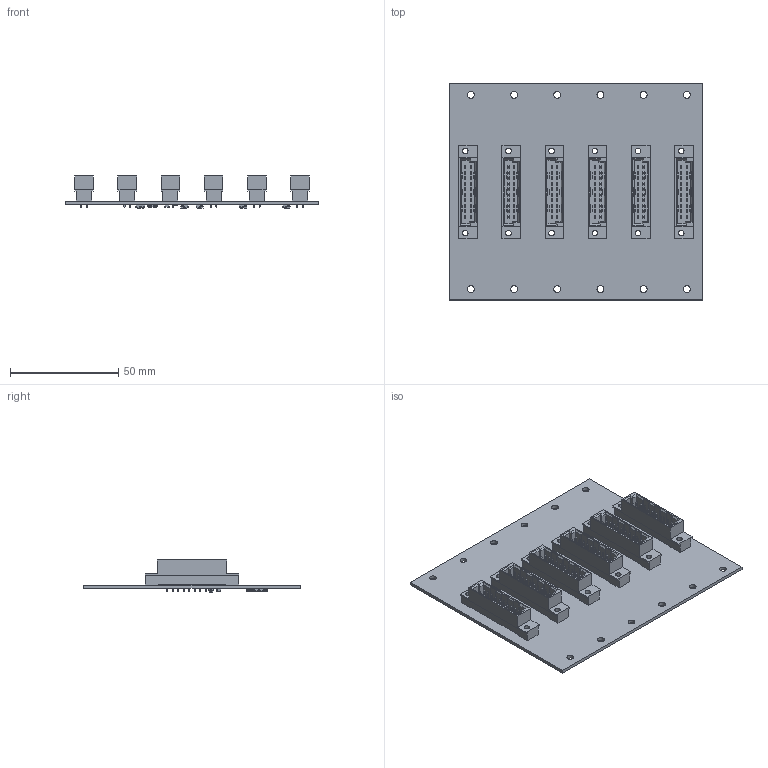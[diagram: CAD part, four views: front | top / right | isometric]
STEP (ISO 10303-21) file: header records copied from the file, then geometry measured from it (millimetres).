
FILE_DESCRIPTION(('KiCad electronic assembly'),'2;1');
FILE_NAME('bus-3D.step','2025-07-04T20:44:59',('Pcbnew'),('Kicad'), 'Open CASCADE STEP processor 7.6','KiCad to STEP converter','Unknown' );
FILE_SCHEMA(('AUTOMOTIVE_DESIGN { 1 0 10303 214 1 1 1 1 }'));
Length unit declared in the file: millimetre
Products named in the file (7): bus-3D 1; PCN10-20P-2.54DSA; C_0805_2012Metric; SOT-23-6; SSOP-28_3.9x9.9mm_P0.635mm; R_0805_2012Metric; kibot_a1cwl2hv_PCB
Assembly tree (22 placements, depth 2):
  bus-3D 1
    PCN10-20P-2.54DSA  x6
    C_0805_2012Metric  x8
    SOT-23-6  x5
    SSOP-28_3.9x9.9mm_P0.635mm
    R_0805_2012Metric
    kibot_a1cwl2hv_PCB
Bounding box: 117.37 x 100 x 14.84 mm (x, y, z)
Volume: 29969.1 mm3; surface area: 41362.7 mm2
Topology: 22 solids, 22 shells, 6214 faces, 15544 edges, 9774 vertices
Faces by surface type: plane 5614, cylinder 504, bspline 96
Full cylindrical faces by diameter (mm): 1 x120, 2.85 x12, 3.2 x12
Entity records: 47605 total; most frequent: CARTESIAN_POINT 8358, ORIENTED_EDGE 8112, DIRECTION 7730, EDGE_CURVE 4056, LINE 3398, VECTOR 3398, VERTEX_POINT 2570, AXIS2_PLACEMENT_3D 2166
